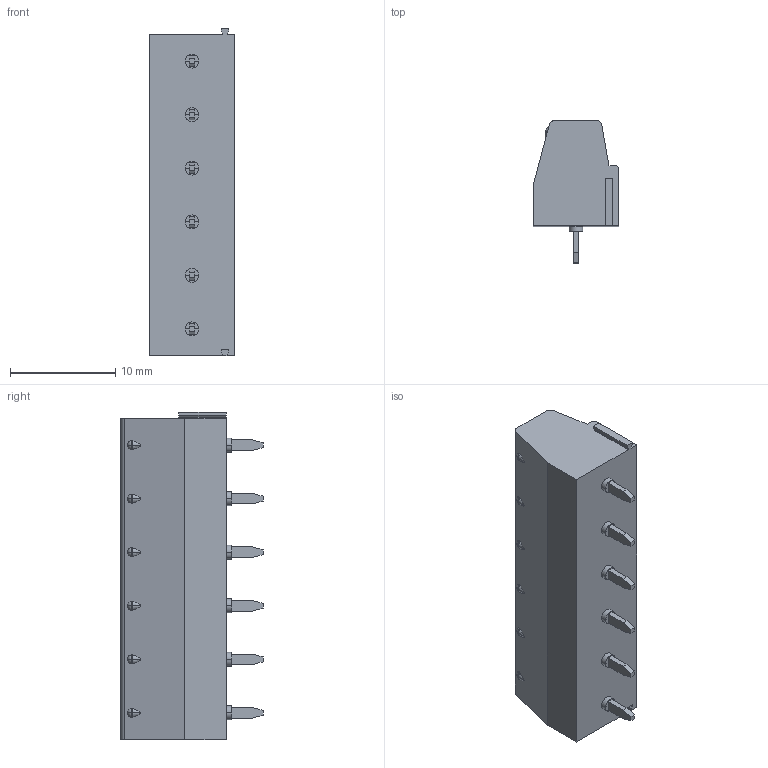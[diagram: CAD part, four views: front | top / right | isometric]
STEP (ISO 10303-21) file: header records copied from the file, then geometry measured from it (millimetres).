
FILE_DESCRIPTION(('SolidDesigner STEP Export'),'2;1');
FILE_NAME('mkdsn_1.5-6-5.08.stp','2001-12-05T15:09:24',(''),(''),'SolidDesigner STEP processor Version: 7.0(Mar 1999)for AP214(CD)(Solid Model)','CoCreate SolidDesigner: 09.01 27-May-2001(C) CoCreate Software GmbH','');
FILE_SCHEMA(('AUTOMOTIVE_DESIGN_CC2 {1 2 10303 214 -1 1 5 1}'));
Length unit declared in the file: millimetre
Products named in the file (2): mkdsn_1.5-6-5.08
Assembly tree (1 placements, depth 2):
  mkdsn_1.5-6-5.08
    mkdsn_1.5-6-5.08
Bounding box: 8.1 x 13.5 x 31.05 mm (x, y, z)
Volume: 1966.9 mm3; surface area: 1634.7 mm2
Topology: 1 solids, 1 shells, 373 faces, 891 edges, 554 vertices
Faces by surface type: plane 270, cylinder 67, sphere 24, cone 12
Entity records: 13538 total; most frequent: CARTESIAN_POINT 2530, ORIENTED_EDGE 1782, DIRECTION 1487, EDGE_CURVE 891, VECTOR 569, LINE 569, VERTEX_POINT 554, AXIS2_PLACEMENT_3D 459
